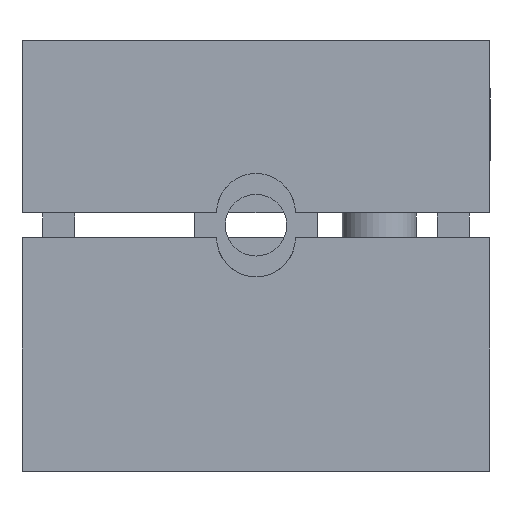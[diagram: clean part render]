
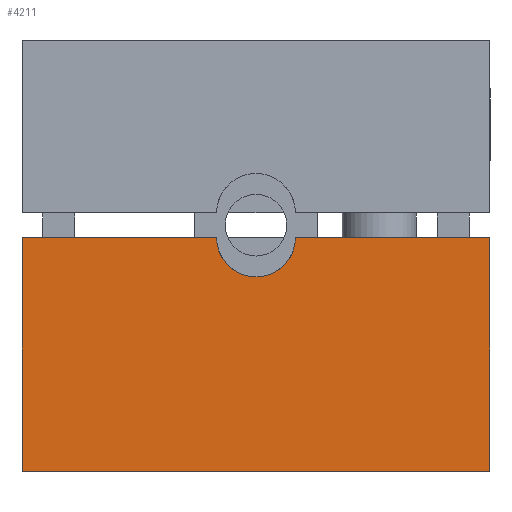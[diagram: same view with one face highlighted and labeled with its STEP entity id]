
A CAD part, left-side view. The second image highlights one B-rep face of the part: STEP entity #4211.
In plain terms, the highlighted planar face has unit normal (-1, 0, 0).
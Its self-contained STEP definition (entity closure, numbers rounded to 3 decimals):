
#91 = ORIENTED_EDGE ( 'NONE', *, *, #2844, .T. ) ;
#270 = CARTESIAN_POINT ( 'NONE',  ( -35., -19., -20. ) ) ;
#450 = DIRECTION ( 'NONE',  ( 0., 1., 0. ) ) ;
#797 = FACE_OUTER_BOUND ( 'NONE', #3168, .T. ) ;
#906 = LINE ( 'NONE', #4021, #1243 ) ;
#927 = VERTEX_POINT ( 'NONE', #1754 ) ;
#966 = LINE ( 'NONE', #2646, #3011 ) ;
#1111 = ORIENTED_EDGE ( 'NONE', *, *, #4930, .F. ) ;
#1243 = VECTOR ( 'NONE', #4486, 1000. ) ;
#1314 = CARTESIAN_POINT ( 'NONE',  ( -35., 0., -2.5 ) ) ;
#1409 = ORIENTED_EDGE ( 'NONE', *, *, #4727, .T. ) ;
#1410 = VERTEX_POINT ( 'NONE', #4179 ) ;
#1547 = CARTESIAN_POINT ( 'NONE',  ( -35., 0., -1. ) ) ;
#1667 = ORIENTED_EDGE ( 'NONE', *, *, #4338, .T. ) ;
#1754 = CARTESIAN_POINT ( 'NONE',  ( -35., -19., -1. ) ) ;
#1824 = CARTESIAN_POINT ( 'NONE',  ( -35., 3.2, -1. ) ) ;
#1872 = VECTOR ( 'NONE', #2766, 1000. ) ;
#1970 = ORIENTED_EDGE ( 'NONE', *, *, #2652, .T. ) ;
#1988 = CIRCLE ( 'NONE', #3301, 3.2 ) ;
#2020 = VERTEX_POINT ( 'NONE', #270 ) ;
#2167 = VECTOR ( 'NONE', #5115, 1000. ) ;
#2275 = CARTESIAN_POINT ( 'NONE',  ( -35., 0., -20. ) ) ;
#2409 = LINE ( 'NONE', #1547, #2167 ) ;
#2448 = AXIS2_PLACEMENT_3D ( 'NONE', #1314, #5680, #4362 ) ;
#2554 = VERTEX_POINT ( 'NONE', #2999 ) ;
#2588 = PLANE ( 'NONE',  #2448 ) ;
#2646 = CARTESIAN_POINT ( 'NONE',  ( -35., 0., -1. ) ) ;
#2652 = EDGE_CURVE ( 'NONE', #3507, #1410, #5078, .T. ) ;
#2766 = DIRECTION ( 'NONE',  ( 0., -1., 0. ) ) ;
#2844 = EDGE_CURVE ( 'NONE', #1410, #2020, #5353, .T. ) ;
#2954 = ORIENTED_EDGE ( 'NONE', *, *, #4773, .F. ) ;
#2999 = CARTESIAN_POINT ( 'NONE',  ( -35., -3.2, -1. ) ) ;
#3011 = VECTOR ( 'NONE', #450, 1000. ) ;
#3168 = EDGE_LOOP ( 'NONE', ( #1409, #1111, #1667, #1970, #91, #2954 ) ) ;
#3301 = AXIS2_PLACEMENT_3D ( 'NONE', #5570, #4141, #3705 ) ;
#3507 = VERTEX_POINT ( 'NONE', #5733 ) ;
#3689 = VERTEX_POINT ( 'NONE', #1824 ) ;
#3705 = DIRECTION ( 'NONE',  ( 0., 0., 1. ) ) ;
#3860 = CARTESIAN_POINT ( 'NONE',  ( -35., 19., -2.5 ) ) ;
#4021 = CARTESIAN_POINT ( 'NONE',  ( -35., -19., -2.5 ) ) ;
#4141 = DIRECTION ( 'NONE',  ( -1., 0., 0. ) ) ;
#4179 = CARTESIAN_POINT ( 'NONE',  ( -35., 19., -20. ) ) ;
#4211 = ADVANCED_FACE ( 'NONE', ( #797 ), #2588, .F. ) ;
#4338 = EDGE_CURVE ( 'NONE', #3689, #3507, #2409, .T. ) ;
#4362 = DIRECTION ( 'NONE',  ( 0., 1., 0. ) ) ;
#4486 = DIRECTION ( 'NONE',  ( 0., 0., -1. ) ) ;
#4727 = EDGE_CURVE ( 'NONE', #927, #2554, #966, .T. ) ;
#4773 = EDGE_CURVE ( 'NONE', #927, #2020, #906, .T. ) ;
#4930 = EDGE_CURVE ( 'NONE', #3689, #2554, #1988, .T. ) ;
#4931 = VECTOR ( 'NONE', #5639, 1000. ) ;
#5078 = LINE ( 'NONE', #3860, #4931 ) ;
#5115 = DIRECTION ( 'NONE',  ( 0., 1., 0. ) ) ;
#5353 = LINE ( 'NONE', #2275, #1872 ) ;
#5570 = CARTESIAN_POINT ( 'NONE',  ( -35., 0., -1. ) ) ;
#5639 = DIRECTION ( 'NONE',  ( 0., 0., -1. ) ) ;
#5680 = DIRECTION ( 'NONE',  ( 1., 0., 0. ) ) ;
#5733 = CARTESIAN_POINT ( 'NONE',  ( -35., 19., -1. ) ) ;
